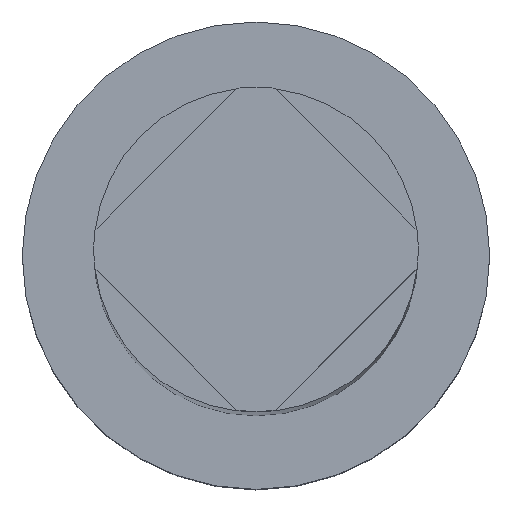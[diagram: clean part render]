
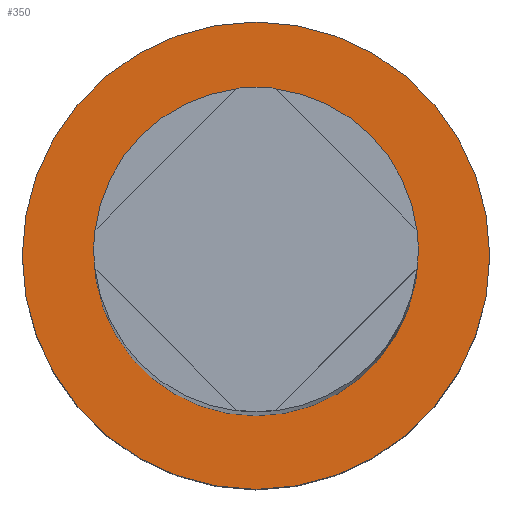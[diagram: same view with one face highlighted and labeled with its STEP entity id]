
A CAD part, top view. The second image highlights one B-rep face of the part: STEP entity #350.
In plain terms, the highlighted planar face has unit normal (0, 0, 1).
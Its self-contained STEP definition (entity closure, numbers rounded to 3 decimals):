
#21=CARTESIAN_POINT('',(0.,0.,-80.));
#22=DIRECTION('',(0.,0.,-1.));
#23=DIRECTION('',(0.,-1.,0.));
#24=AXIS2_PLACEMENT_3D('',#21,#22,#23);
#31=CARTESIAN_POINT('',(0.,0.,-80.));
#32=DIRECTION('',(0.,0.,-1.));
#33=DIRECTION('',(-1.,0.,0.));
#34=AXIS2_PLACEMENT_3D('',#31,#32,#33);
#36=CARTESIAN_POINT('',(0.,0.,-80.));
#37=DIRECTION('',(0.,0.,1.));
#38=DIRECTION('',(-1.,0.,0.));
#39=AXIS2_PLACEMENT_3D('',#36,#37,#38);
#95=CARTESIAN_POINT('',(0.,0.,-80.));
#96=DIRECTION('',(0.,0.,-1.));
#97=DIRECTION('',(0.,1.,0.));
#98=AXIS2_PLACEMENT_3D('',#95,#96,#97);
#249=CARTESIAN_POINT('',(-5.045,0.,-80.));
#250=VERTEX_POINT('',#249);
#255=CARTESIAN_POINT('',(5.045,0.,-80.));
#256=VERTEX_POINT('',#255);
#297=CARTESIAN_POINT('',(0.,-3.35,-80.));
#298=CARTESIAN_POINT('',(0.,3.35,-80.));
#299=VERTEX_POINT('',#297);
#300=VERTEX_POINT('',#298);
#334=CARTESIAN_POINT('',(0.,0.,-80.));
#335=DIRECTION('',(0.,0.,1.));
#336=DIRECTION('',(-1.,0.,0.));
#337=AXIS2_PLACEMENT_3D('',#334,#335,#336);
#338=PLANE('',#337);
#340=ORIENTED_EDGE('',*,*,#339,.T.);
#342=ORIENTED_EDGE('',*,*,#341,.F.);
#343=EDGE_LOOP('',(#340,#342));
#344=FACE_OUTER_BOUND('',#343,.F.);
#345=ORIENTED_EDGE('',*,*,#316,.F.);
#347=ORIENTED_EDGE('',*,*,#346,.F.);
#348=EDGE_LOOP('',(#345,#347));
#349=FACE_BOUND('',#348,.F.);
#25=CIRCLE('',#24,3.35);
#35=CIRCLE('',#34,5.045);
#40=CIRCLE('',#39,5.045);
#99=CIRCLE('',#98,3.35);
#316=EDGE_CURVE('',#299,#300,#25,.T.);
#339=EDGE_CURVE('',#250,#256,#35,.T.);
#341=EDGE_CURVE('',#250,#256,#40,.T.);
#346=EDGE_CURVE('',#300,#299,#99,.T.);
#350=ADVANCED_FACE('',(#344,#349),#338,.T.);
